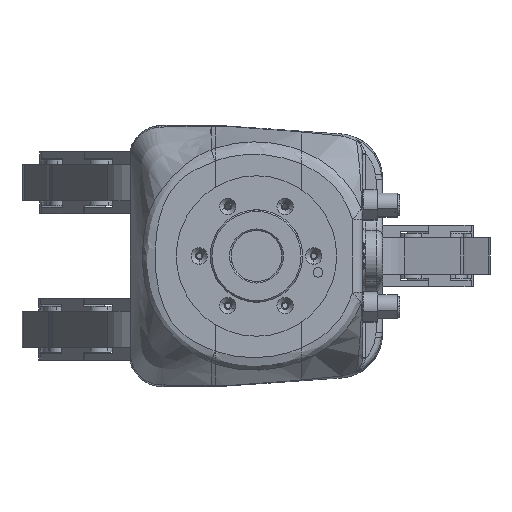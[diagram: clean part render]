
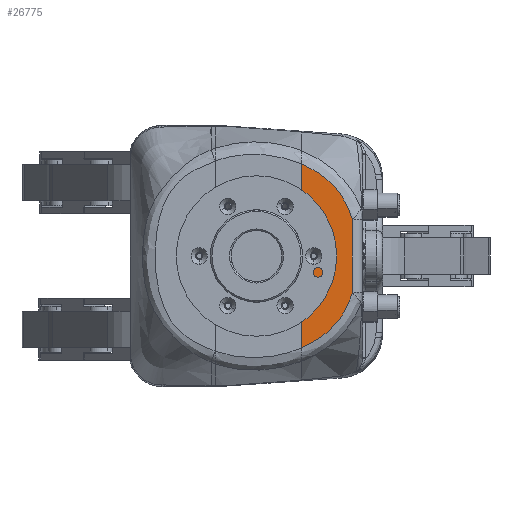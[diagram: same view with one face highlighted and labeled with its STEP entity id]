
A CAD part, front view. The second image highlights one B-rep face of the part: STEP entity #26775.
In plain terms, the highlighted planar face has unit normal (0, -1, 0).
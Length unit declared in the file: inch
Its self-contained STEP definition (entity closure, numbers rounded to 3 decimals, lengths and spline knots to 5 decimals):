
#1869 = CARTESIAN_POINT ( 'NONE',  ( 1.125, -1.625, -0.05325 ) ) ;
#2805 = VECTOR ( 'NONE', #55491, 39.37008 ) ;
#3262 = DIRECTION ( 'NONE',  ( 0., 0., -1. ) ) ;
#4949 = CARTESIAN_POINT ( 'NONE',  ( 1.84285, -1.625, 0.83502 ) ) ;
#5029 = CARTESIAN_POINT ( 'NONE',  ( 1.39586, -1.625, -1.49545 ) ) ;
#5236 = CARTESIAN_POINT ( 'NONE',  ( 1.34772, -1.625, 1.53478 ) ) ;
#5310 = CARTESIAN_POINT ( 'NONE',  ( 1.80652, -1.625, -0.92485 ) ) ;
#10647 = VERTEX_POINT ( 'NONE', #70665 ) ;
#11506 = CARTESIAN_POINT ( 'NONE',  ( 1.79393, -1.625, 0.9541 ) ) ;
#11584 = CARTESIAN_POINT ( 'NONE',  ( 1.46777, -1.625, -1.43006 ) ) ;
#11795 = CARTESIAN_POINT ( 'NONE',  ( 1.2702, -1.625, 1.59176 ) ) ;
#11879 = CARTESIAN_POINT ( 'NONE',  ( 1.86409, -1.625, -0.77506 ) ) ;
#15792 = LINE ( 'NONE', #21326, #48294 ) ;
#17835 = CARTESIAN_POINT ( 'NONE',  ( 0.99381, -1.625, -1.75759 ) ) ;
#18038 = CARTESIAN_POINT ( 'NONE',  ( 1.76681, -1.625, 1.01297 ) ) ;
#18113 = CARTESIAN_POINT ( 'NONE',  ( 1.55681, -1.625, -1.33727 ) ) ;
#18312 = CARTESIAN_POINT ( 'NONE',  ( 1.1897, -1.625, 1.64465 ) ) ;
#20939 = FACE_BOUND ( 'NONE', #59332, .T. ) ;
#21025 = CIRCLE ( 'NONE', #52163, 0.05325 ) ;
#21326 = CARTESIAN_POINT ( 'NONE',  ( 1.883, -1.625, 0. ) ) ;
#22155 = LINE ( 'NONE', #61727, #2805 ) ;
#22895 = AXIS2_PLACEMENT_3D ( 'NONE', #34150, #79481, #40661 ) ;
#23402 = EDGE_CURVE ( 'NONE', #10647, #79431, #73574, .T. ) ;
#24578 = CARTESIAN_POINT ( 'NONE',  ( 1.74522, -1.625, 1.0564 ) ) ;
#24657 = CARTESIAN_POINT ( 'NONE',  ( 1.65399, -1.625, -1.2094 ) ) ;
#24853 = CARTESIAN_POINT ( 'NONE',  ( 1.10672, -1.625, 1.69411 ) ) ;
#25219 = VERTEX_POINT ( 'NONE', #77543 ) ;
#26374 = EDGE_CURVE ( 'NONE', #55704, #58898, #21025, .T. ) ;
#26775 = ADVANCED_FACE ( 'NONE', ( #20939, #35002 ), #46898, .F. ) ;
#28326 = CARTESIAN_POINT ( 'NONE',  ( 1.125, -1.625, 0. ) ) ;
#28597 = AXIS2_PLACEMENT_3D ( 'NONE', #28326, #73689, #34870 ) ;
#30904 = CARTESIAN_POINT ( 'NONE',  ( 1.10661, -1.625, -1.69824 ) ) ;
#31116 = CARTESIAN_POINT ( 'NONE',  ( 1.60271, -1.625, 1.28835 ) ) ;
#31194 = CARTESIAN_POINT ( 'NONE',  ( 1.70616, -1.625, -1.1275 ) ) ;
#31392 = CARTESIAN_POINT ( 'NONE',  ( 0.99283, -1.625, 1.75509 ) ) ;
#31965 = EDGE_CURVE ( 'NONE', #39398, #10647, #15792, .T. ) ;
#34150 = CARTESIAN_POINT ( 'NONE',  ( 0., -1.625, 0. ) ) ;
#34505 = ORIENTED_EDGE ( 'NONE', *, *, #26374, .F. ) ;
#34870 = DIRECTION ( 'NONE',  ( 0., 0., -1. ) ) ;
#35002 = FACE_OUTER_BOUND ( 'NONE', #69147, .T. ) ;
#37377 = B_SPLINE_CURVE_WITH_KNOTS ( 'NONE', 3,
 ( #63190, #17835, #30904, #76236, #37440, #82719, #43932, #5029, #50448, #11584, #56958, #18113, #63469, #24657, #69970, #31194, #76513, #37719, #83000, #44217, #5310, #50726, #11879, #57240 ),
 .UNSPECIFIED., .F., .F.,
 ( 4, 2, 2, 2, 2, 2, 2, 2, 2, 2, 2, 4 ),
 ( 0.04431, 0.05419, 0.05666, 0.05913, 0.0616, 0.06407, 0.06901, 0.07148, 0.07395, 0.07642, 0.07889, 0.08383 ),
 .UNSPECIFIED. ) ;
#37440 = CARTESIAN_POINT ( 'NONE',  ( 1.26754, -1.625, -1.59359 ) ) ;
#37645 = CARTESIAN_POINT ( 'NONE',  ( 1.46899, -1.625, 1.42888 ) ) ;
#37677 = ORIENTED_EDGE ( 'NONE', *, *, #50615, .F. ) ;
#37719 = CARTESIAN_POINT ( 'NONE',  ( 1.7529, -1.625, -1.04194 ) ) ;
#37913 = CARTESIAN_POINT ( 'NONE',  ( 0.876, -1.625, 1.80749 ) ) ;
#39398 = VERTEX_POINT ( 'NONE', #83127 ) ;
#40661 = DIRECTION ( 'NONE',  ( 0., 0., 1. ) ) ;
#42154 = DIRECTION ( 'NONE',  ( 0., -1., 0. ) ) ;
#43932 = CARTESIAN_POINT ( 'NONE',  ( 1.3455, -1.625, -1.53653 ) ) ;
#44144 = CARTESIAN_POINT ( 'NONE',  ( 1.39744, -1.625, 1.49409 ) ) ;
#44217 = CARTESIAN_POINT ( 'NONE',  ( 1.79381, -1.625, -0.95437 ) ) ;
#46898 = PLANE ( 'NONE',  #22895 ) ;
#48294 = VECTOR ( 'NONE', #66375, 39.37008 ) ;
#50375 = CARTESIAN_POINT ( 'NONE',  ( 1.80668, -1.625, 0.92446 ) ) ;
#50448 = CARTESIAN_POINT ( 'NONE',  ( 1.42042, -1.625, -1.47406 ) ) ;
#50615 = EDGE_CURVE ( 'NONE', #58898, #55704, #81027, .T. ) ;
#50638 = CARTESIAN_POINT ( 'NONE',  ( 1.32226, -1.625, 1.5543 ) ) ;
#50726 = CARTESIAN_POINT ( 'NONE',  ( 1.84265, -1.625, -0.83555 ) ) ;
#52163 = AXIS2_PLACEMENT_3D ( 'NONE', #80979, #42154, #3262 ) ;
#53707 = CARTESIAN_POINT ( 'NONE',  ( 1.125, -1.625, 0.05325 ) ) ;
#55204 = CARTESIAN_POINT ( 'NONE',  ( 1.86421, -1.625, 0.77467 ) ) ;
#55491 = DIRECTION ( 'NONE',  ( 0., 0., -1. ) ) ;
#55493 = ORIENTED_EDGE ( 'NONE', *, *, #76712, .T. ) ;
#55704 = VERTEX_POINT ( 'NONE', #53707 ) ;
#56872 = CARTESIAN_POINT ( 'NONE',  ( 1.77372, -1.625, 0.99826 ) ) ;
#56958 = CARTESIAN_POINT ( 'NONE',  ( 1.49065, -1.625, -1.40738 ) ) ;
#57164 = CARTESIAN_POINT ( 'NONE',  ( 1.24362, -1.625, 1.60974 ) ) ;
#57240 = CARTESIAN_POINT ( 'NONE',  ( 1.883, -1.625, -0.71365 ) ) ;
#58341 = ORIENTED_EDGE ( 'NONE', *, *, #31965, .T. ) ;
#58456 = CARTESIAN_POINT ( 'NONE',  ( 0.876, -1.625, 1.80749 ) ) ;
#58898 = VERTEX_POINT ( 'NONE', #1869 ) ;
#59332 = EDGE_LOOP ( 'NONE', ( #37677, #34505 ) ) ;
#61727 = CARTESIAN_POINT ( 'NONE',  ( 0.876, -1.625, 0. ) ) ;
#63190 = CARTESIAN_POINT ( 'NONE',  ( 0.876, -1.625, -1.80749 ) ) ;
#63390 = CARTESIAN_POINT ( 'NONE',  ( 1.75256, -1.625, 1.04202 ) ) ;
#63469 = CARTESIAN_POINT ( 'NONE',  ( 1.59768, -1.625, -1.28781 ) ) ;
#63674 = CARTESIAN_POINT ( 'NONE',  ( 1.16232, -1.625, 1.66152 ) ) ;
#66375 = DIRECTION ( 'NONE',  ( 0., 0., 1. ) ) ;
#67415 = EDGE_CURVE ( 'NONE', #79431, #25219, #22155, .T. ) ;
#68593 = ORIENTED_EDGE ( 'NONE', *, *, #23402, .T. ) ;
#69147 = EDGE_LOOP ( 'NONE', ( #55493, #58341, #68593, #73514 ) ) ;
#69615 = CARTESIAN_POINT ( 'NONE',  ( 1.883, -1.625, 0.71365 ) ) ;
#69882 = CARTESIAN_POINT ( 'NONE',  ( 1.67715, -1.625, 1.18439 ) ) ;
#69970 = CARTESIAN_POINT ( 'NONE',  ( 1.67194, -1.625, -1.18257 ) ) ;
#70167 = CARTESIAN_POINT ( 'NONE',  ( 1.07843, -1.625, 1.70986 ) ) ;
#70665 = CARTESIAN_POINT ( 'NONE',  ( 1.883, -1.625, 0.71365 ) ) ;
#73514 = ORIENTED_EDGE ( 'NONE', *, *, #67415, .T. ) ;
#73574 = B_SPLINE_CURVE_WITH_KNOTS ( 'NONE', 3,
 ( #69615, #55204, #4949, #50375, #11506, #56872, #18038, #63390, #24578, #69882, #31116, #76437, #37645, #82923, #44144, #5236, #50638, #11795, #57164, #18312, #63674, #24853, #70167, #31392, #76721, #37913 ),
 .UNSPECIFIED., .F., .F.,
 ( 4, 2, 2, 2, 2, 2, 2, 2, 2, 2, 2, 2, 4 ),
 ( 0.12088, 0.12581, 0.12828, 0.12951, 0.13074, 0.1406, 0.14307, 0.14554, 0.148, 0.15047, 0.15293, 0.1554, 0.16033 ),
 .UNSPECIFIED. ) ;
#73689 = DIRECTION ( 'NONE',  ( 0., -1., 0. ) ) ;
#76236 = CARTESIAN_POINT ( 'NONE',  ( 1.24097, -1.625, -1.61151 ) ) ;
#76437 = CARTESIAN_POINT ( 'NONE',  ( 1.49207, -1.625, 1.40594 ) ) ;
#76513 = CARTESIAN_POINT ( 'NONE',  ( 1.72247, -1.625, -1.09917 ) ) ;
#76712 = EDGE_CURVE ( 'NONE', #25219, #39398, #37377, .T. ) ;
#76721 = CARTESIAN_POINT ( 'NONE',  ( 0.93485, -1.625, 1.78256 ) ) ;
#77543 = CARTESIAN_POINT ( 'NONE',  ( 0.876, -1.625, -1.80749 ) ) ;
#79431 = VERTEX_POINT ( 'NONE', #58456 ) ;
#79481 = DIRECTION ( 'NONE',  ( 0., 1., 0. ) ) ;
#80979 = CARTESIAN_POINT ( 'NONE',  ( 1.125, -1.625, 0. ) ) ;
#81027 = CIRCLE ( 'NONE', #28597, 0.05325 ) ;
#82719 = CARTESIAN_POINT ( 'NONE',  ( 1.31982, -1.625, -1.55613 ) ) ;
#82923 = CARTESIAN_POINT ( 'NONE',  ( 1.4217, -1.625, 1.47292 ) ) ;
#83000 = CARTESIAN_POINT ( 'NONE',  ( 1.76701, -1.625, -1.01292 ) ) ;
#83127 = CARTESIAN_POINT ( 'NONE',  ( 1.883, -1.625, -0.71365 ) ) ;
